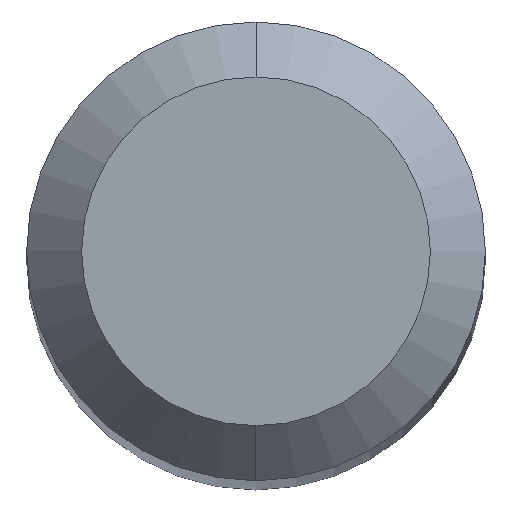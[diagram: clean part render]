
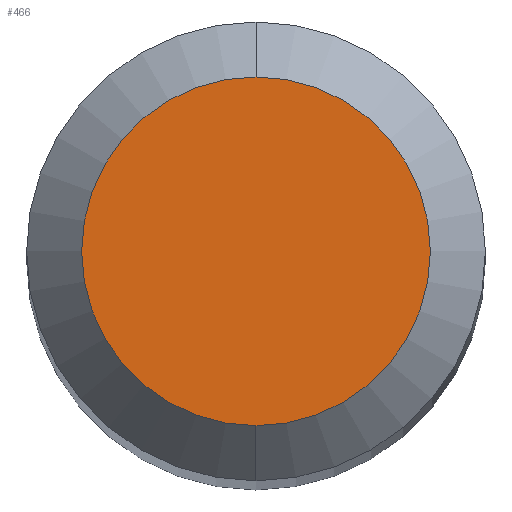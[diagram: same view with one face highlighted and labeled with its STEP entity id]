
A CAD part, top view. The second image highlights one B-rep face of the part: STEP entity #466.
In plain terms, the highlighted planar face has unit normal (0, 0, 1).
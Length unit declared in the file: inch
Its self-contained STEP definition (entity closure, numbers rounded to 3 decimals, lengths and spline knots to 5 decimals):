
#4 = VERTEX_POINT ( 'NONE', #437 ) ;
#25 = VERTEX_POINT ( 'NONE', #82 ) ;
#32 = EDGE_CURVE ( 'NONE', #4, #25, #176, .T. ) ;
#47 = DIRECTION ( 'NONE',  ( 0., 0., 1. ) ) ;
#82 = CARTESIAN_POINT ( 'NONE',  ( 0., -0.0475, 0. ) ) ;
#97 = AXIS2_PLACEMENT_3D ( 'NONE', #240, #200, #408 ) ;
#100 = EDGE_LOOP ( 'NONE', ( #440, #520 ) ) ;
#111 = AXIS2_PLACEMENT_3D ( 'NONE', #247, #47, #314 ) ;
#131 = DIRECTION ( 'NONE',  ( 0., -1., 0. ) ) ;
#137 = CARTESIAN_POINT ( 'NONE',  ( 0., 0., 0. ) ) ;
#176 = CIRCLE ( 'NONE', #111, 0.0475 ) ;
#200 = DIRECTION ( 'NONE',  ( 0., 0., -1. ) ) ;
#240 = CARTESIAN_POINT ( 'NONE',  ( 0., 0.0475, 0. ) ) ;
#247 = CARTESIAN_POINT ( 'NONE',  ( 0., 0., 0. ) ) ;
#279 = PLANE ( 'NONE',  #97 ) ;
#288 = AXIS2_PLACEMENT_3D ( 'NONE', #137, #290, #131 ) ;
#290 = DIRECTION ( 'NONE',  ( 0., 0., 1. ) ) ;
#314 = DIRECTION ( 'NONE',  ( 0., -1., 0. ) ) ;
#320 = EDGE_CURVE ( 'NONE', #25, #4, #343, .T. ) ;
#343 = CIRCLE ( 'NONE', #288, 0.0475 ) ;
#408 = DIRECTION ( 'NONE',  ( 0., 1., 0. ) ) ;
#437 = CARTESIAN_POINT ( 'NONE',  ( 0., 0.0475, 0. ) ) ;
#440 = ORIENTED_EDGE ( 'NONE', *, *, #32, .T. ) ;
#466 = ADVANCED_FACE ( 'NONE', ( #479 ), #279, .F. ) ;
#479 = FACE_OUTER_BOUND ( 'NONE', #100, .T. ) ;
#520 = ORIENTED_EDGE ( 'NONE', *, *, #320, .T. ) ;
